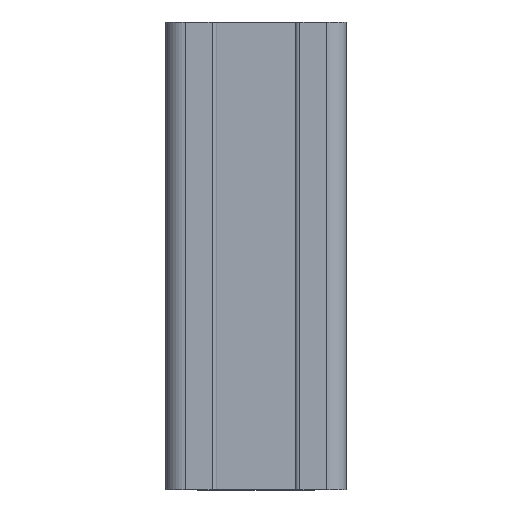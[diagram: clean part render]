
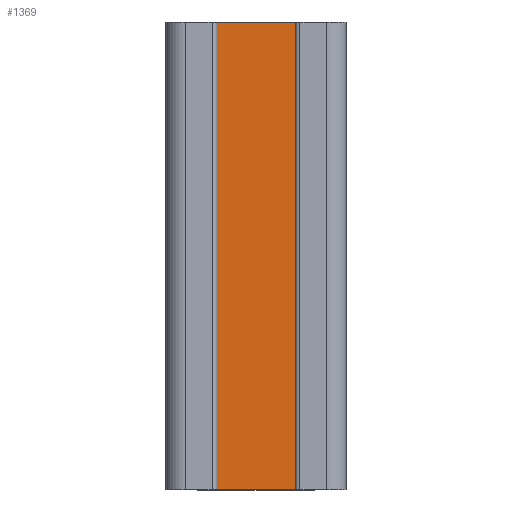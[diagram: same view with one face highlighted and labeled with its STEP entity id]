
A CAD part, top view. The second image highlights one B-rep face of the part: STEP entity #1369.
In plain terms, the highlighted planar face has unit normal (0, 0, 1).
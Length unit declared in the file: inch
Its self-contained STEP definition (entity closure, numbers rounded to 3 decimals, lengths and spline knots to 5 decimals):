
#536=CARTESIAN_POINT('',(-0.9065,5.125,0.875));
#537=VERTEX_POINT('',#536);
#555=CARTESIAN_POINT('',(-0.9065,-0.875,0.875));
#556=VERTEX_POINT('',#555);
#564=CARTESIAN_POINT('',(-0.9065,-0.875,0.875));
#565=DIRECTION('',(0.,1.,0.));
#566=VECTOR('',#565,1.);
#567=LINE('',#564,#566);
#568=EDGE_CURVE('',#556,#537,#567,.T.);
#1315=CARTESIAN_POINT('',(0.9065,5.125,0.875));
#1316=VERTEX_POINT('',#1315);
#1324=CARTESIAN_POINT('',(0.9065,-0.875,0.875));
#1325=VERTEX_POINT('',#1324);
#1326=CARTESIAN_POINT('',(0.9065,-0.875,0.875));
#1327=DIRECTION('',(0.,1.,0.));
#1328=VECTOR('',#1327,1.);
#1329=LINE('',#1326,#1328);
#1330=EDGE_CURVE('',#1325,#1316,#1329,.T.);
#1348=CARTESIAN_POINT('',(0.9065,5.125,0.875));
#1349=DIRECTION('',(-1.,0.,0.));
#1350=VECTOR('',#1349,1.);
#1351=LINE('',#1348,#1350);
#1352=EDGE_CURVE('',#1316,#537,#1351,.T.);
#1353=ORIENTED_EDGE('',*,*,#1352,.T.);
#1354=ORIENTED_EDGE('',*,*,#568,.F.);
#1355=CARTESIAN_POINT('',(0.9065,-0.875,0.875));
#1356=DIRECTION('',(-1.,0.,0.));
#1357=VECTOR('',#1356,1.);
#1358=LINE('',#1355,#1357);
#1359=EDGE_CURVE('',#1325,#556,#1358,.T.);
#1360=ORIENTED_EDGE('',*,*,#1359,.F.);
#1361=ORIENTED_EDGE('',*,*,#1330,.T.);
#1362=EDGE_LOOP('',(#1353,#1354,#1360,#1361));
#1363=FACE_OUTER_BOUND('',#1362,.T.);
#1364=CARTESIAN_POINT('',(0.,-0.875,0.875));
#1365=DIRECTION('',(0.,0.,1.));
#1366=DIRECTION('',(1.,0.,0.));
#1367=AXIS2_PLACEMENT_3D('',#1364,#1365,#1366);
#1368=PLANE('',#1367);
#1369=ADVANCED_FACE('',(#1363),#1368,.T.);
